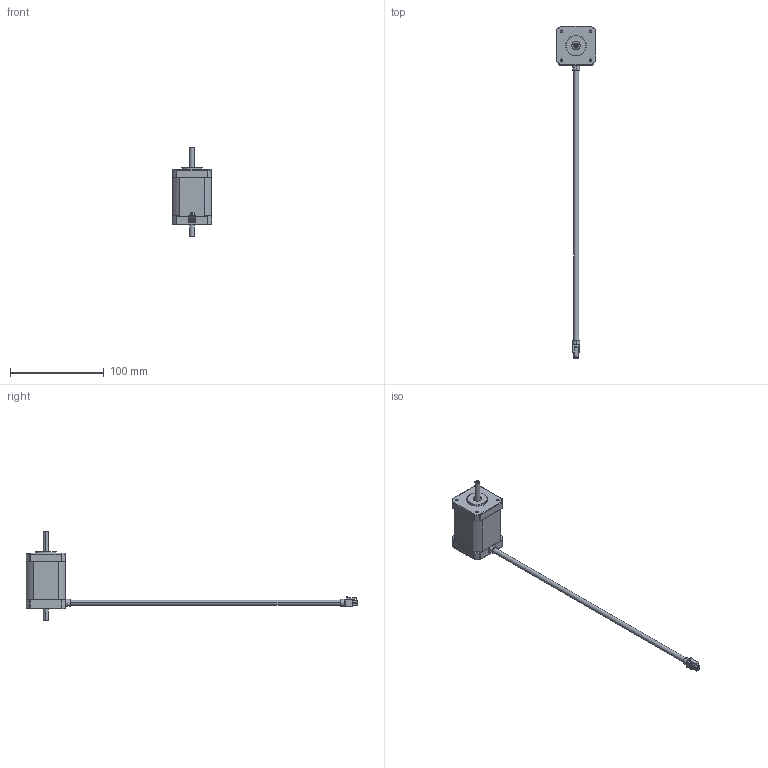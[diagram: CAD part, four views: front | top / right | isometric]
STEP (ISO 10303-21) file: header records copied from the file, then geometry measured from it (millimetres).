
FILE_DESCRIPTION (( 'STEP AP214' ), '1' );
FILE_NAME ('STP-MTR-17060E.STEP', '2018-08-15T15:46:09', ( '' ), ( '' ), 'SwSTEP 2.0', 'SolidWorks 2017', '' );
FILE_SCHEMA (( 'AUTOMOTIVE_DESIGN' ));
Length unit declared in the file: inch
Products named in the file (1): STP-MTR-17060E
Bounding box: 42.16 x 354.99 x 96.01 mm (x, y, z)
Volume: 109390.7 mm3; surface area: 22583.9 mm2
Topology: 8 solids, 8 shells, 428 faces, 1057 edges, 670 vertices
Faces by surface type: plane 258, cylinder 112, cone 26, torus 16, sphere 16
Entity records: 18440 total; most frequent: CARTESIAN_POINT 2482, DIRECTION 2167, ORIENTED_EDGE 2098, EDGE_CURVE 1049, AXIS2_PLACEMENT_3D 743, LINE 681, VECTOR 681, VERTEX_POINT 670
